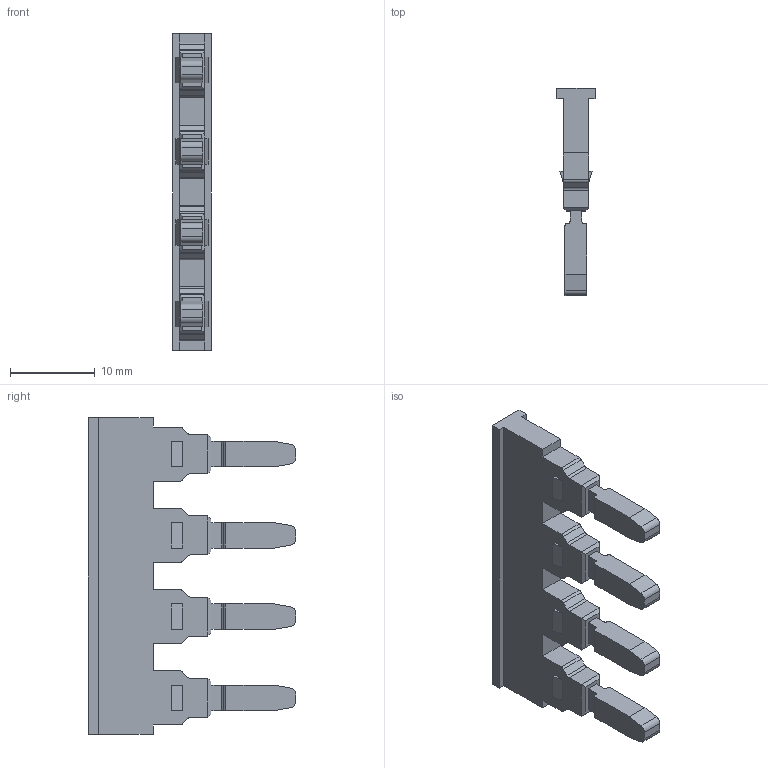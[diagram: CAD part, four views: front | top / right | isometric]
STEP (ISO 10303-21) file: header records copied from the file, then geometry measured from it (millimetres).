
FILE_DESCRIPTION (( 'STEP AP203' ), '1' );
FILE_NAME ('4''LÜ - 10 ÜST KÖPRÜ.STEP', '2020-03-24T08:16:43', ( '' ), ( '' ), 'SwSTEP 2.0', 'SolidWorks 2011', '' );
FILE_SCHEMA (( 'CONFIG_CONTROL_DESIGN' ));
Length unit declared in the file: millimetre
Products named in the file (1): 4''Lﾜ - 10 ﾜST KﾖPRﾜ
Bounding box: 4.5 x 24.5 x 37.4 mm (x, y, z)
Volume: 1665.8 mm3; surface area: 1860.8 mm2
Topology: 1 solids, 1 shells, 190 faces, 504 edges, 328 vertices
Faces by surface type: plane 150, cylinder 40
Entity records: 5893 total; most frequent: CARTESIAN_POINT 1023, ORIENTED_EDGE 1008, DIRECTION 966, EDGE_CURVE 504, LINE 424, VECTOR 424, VERTEX_POINT 328, AXIS2_PLACEMENT_3D 271
